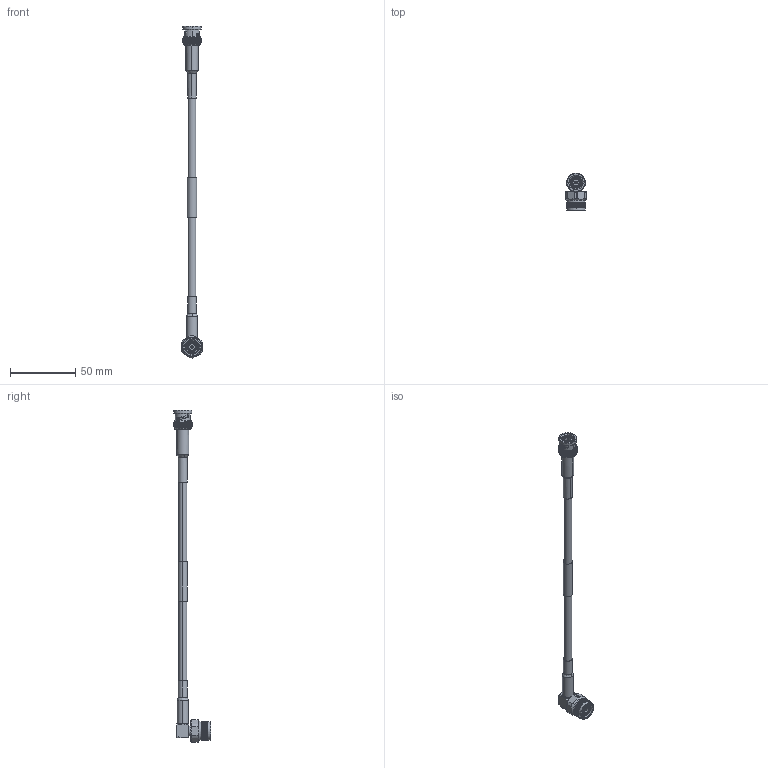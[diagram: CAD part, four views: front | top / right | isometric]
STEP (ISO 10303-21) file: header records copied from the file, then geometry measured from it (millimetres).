
FILE_DESCRIPTION (( 'STEP AP214' ), '1' );
FILE_NAME ('LCCA30284.step', '2020-03-19T19:13:32', ( '' ), ( '' ), 'SwSTEP 2.0', 'SolidWorks 2018', '' );
FILE_SCHEMA (( 'AUTOMOTIVE_DESIGN' ));
Length unit declared in the file: inch
Products named in the file (5): Copy of TC-240-TM-RA-D^LCCA30284; Copy of TC-240-BM-X^LCCA30284_Heat Shrink; Copy of Coax Cable^LCCA30284_LMR-240; Label^LCCA30284; LCCA30284
Assembly tree (4 placements, depth 2):
  LCCA30284
    Copy of Coax Cable^LCCA30284_LMR-240
    Copy of TC-240-BM-X^LCCA30284_Heat Shrink
    Label^LCCA30284
    Copy of TC-240-TM-RA-D^LCCA30284
Bounding box: 15.8 x 28.53 x 254.6 mm (x, y, z)
Volume: 14195.1 mm3; surface area: 10334.3 mm2
Topology: 6 solids, 6 shells, 2702 faces, 5922 edges, 3249 vertices
Faces by surface type: bspline 1701, cylinder 608, plane 211, cone 180, torus 2
Entity records: 92938 total; most frequent: CARTESIAN_POINT 52614, ORIENTED_EDGE 11844, EDGE_CURVE 5922, DIRECTION 3939, VERTEX_POINT 3249, EDGE_LOOP 2725, FACE_OUTER_BOUND 2702, ADVANCED_FACE 2702
